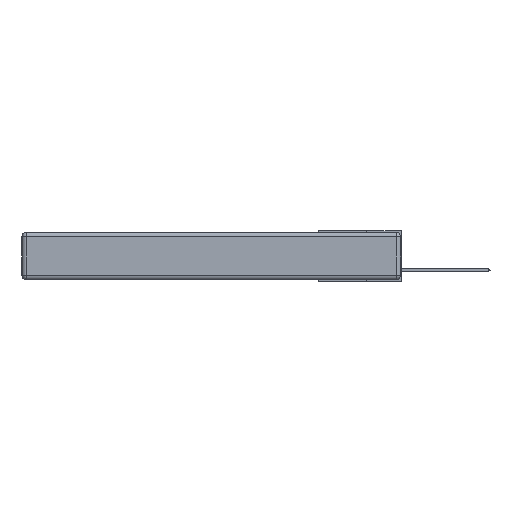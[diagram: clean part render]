
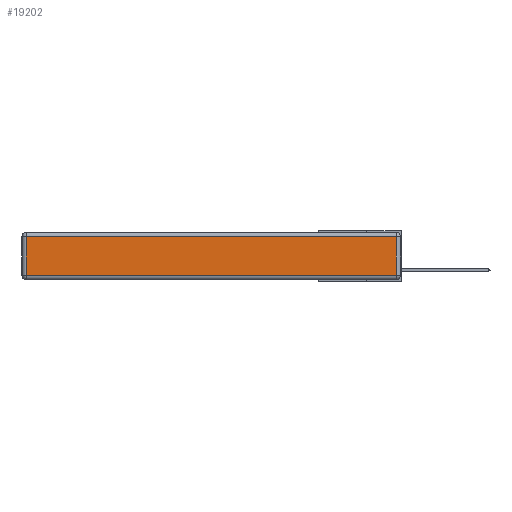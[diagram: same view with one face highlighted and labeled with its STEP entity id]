
A CAD part, left-side view. The second image highlights one B-rep face of the part: STEP entity #19202.
In plain terms, the highlighted planar face has unit normal (-1, 0, 0).
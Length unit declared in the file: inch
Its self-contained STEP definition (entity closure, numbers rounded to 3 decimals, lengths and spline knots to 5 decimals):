
#1052 = PLANE ( 'NONE',  #2339 ) ;
#1881 = EDGE_CURVE ( 'NONE', #21784, #16960, #12452, .T. ) ;
#2339 = AXIS2_PLACEMENT_3D ( 'NONE', #33133, #30342, #22371 ) ;
#3746 = EDGE_CURVE ( 'NONE', #19349, #12224, #19811, .T. ) ;
#4869 = VECTOR ( 'NONE', #6922, 39.37008 ) ;
#5377 = FACE_OUTER_BOUND ( 'NONE', #32822, .T. ) ;
#6922 = DIRECTION ( 'NONE',  ( 0., 0., 1. ) ) ;
#7312 = VECTOR ( 'NONE', #11410, 39.37008 ) ;
#7870 = VECTOR ( 'NONE', #23057, 39.37008 ) ;
#8718 = ORIENTED_EDGE ( 'NONE', *, *, #1881, .T. ) ;
#10127 = ORIENTED_EDGE ( 'NONE', *, *, #12075, .T. ) ;
#10268 = LINE ( 'NONE', #20656, #4869 ) ;
#11206 = CARTESIAN_POINT ( 'NONE',  ( 0., 2.72, -0.03 ) ) ;
#11410 = DIRECTION ( 'NONE',  ( 0., 1., 0. ) ) ;
#12075 = EDGE_CURVE ( 'NONE', #16960, #19349, #10268, .T. ) ;
#12224 = VERTEX_POINT ( 'NONE', #11206 ) ;
#12452 = LINE ( 'NONE', #20595, #7870 ) ;
#12810 = DIRECTION ( 'NONE',  ( 0., 0., -1. ) ) ;
#14005 = CARTESIAN_POINT ( 'NONE',  ( 0., 2.75, -0.03 ) ) ;
#14425 = CARTESIAN_POINT ( 'NONE',  ( 0., 2.72, -0.313 ) ) ;
#16938 = ORIENTED_EDGE ( 'NONE', *, *, #19471, .T. ) ;
#16960 = VERTEX_POINT ( 'NONE', #27637 ) ;
#19202 = ADVANCED_FACE ( 'NONE', ( #5377 ), #1052, .T. ) ;
#19349 = VERTEX_POINT ( 'NONE', #30785 ) ;
#19471 = EDGE_CURVE ( 'NONE', #12224, #21784, #27468, .T. ) ;
#19504 = VECTOR ( 'NONE', #12810, 39.37008 ) ;
#19811 = LINE ( 'NONE', #14005, #7312 ) ;
#20595 = CARTESIAN_POINT ( 'NONE',  ( 0., 0., -0.313 ) ) ;
#20656 = CARTESIAN_POINT ( 'NONE',  ( 0., 0.03, -0.343 ) ) ;
#21784 = VERTEX_POINT ( 'NONE', #14425 ) ;
#22371 = DIRECTION ( 'NONE',  ( 0., 0., 1. ) ) ;
#23057 = DIRECTION ( 'NONE',  ( 0., -1., 0. ) ) ;
#27468 = LINE ( 'NONE', #28952, #19504 ) ;
#27637 = CARTESIAN_POINT ( 'NONE',  ( 0., 0.03, -0.313 ) ) ;
#28952 = CARTESIAN_POINT ( 'NONE',  ( 0., 2.72, -0.343 ) ) ;
#30208 = ORIENTED_EDGE ( 'NONE', *, *, #3746, .T. ) ;
#30342 = DIRECTION ( 'NONE',  ( -1., 0., 0. ) ) ;
#30785 = CARTESIAN_POINT ( 'NONE',  ( 0., 0.03, -0.03 ) ) ;
#32822 = EDGE_LOOP ( 'NONE', ( #8718, #10127, #30208, #16938 ) ) ;
#33133 = CARTESIAN_POINT ( 'NONE',  ( 0., 0., -0.343 ) ) ;
